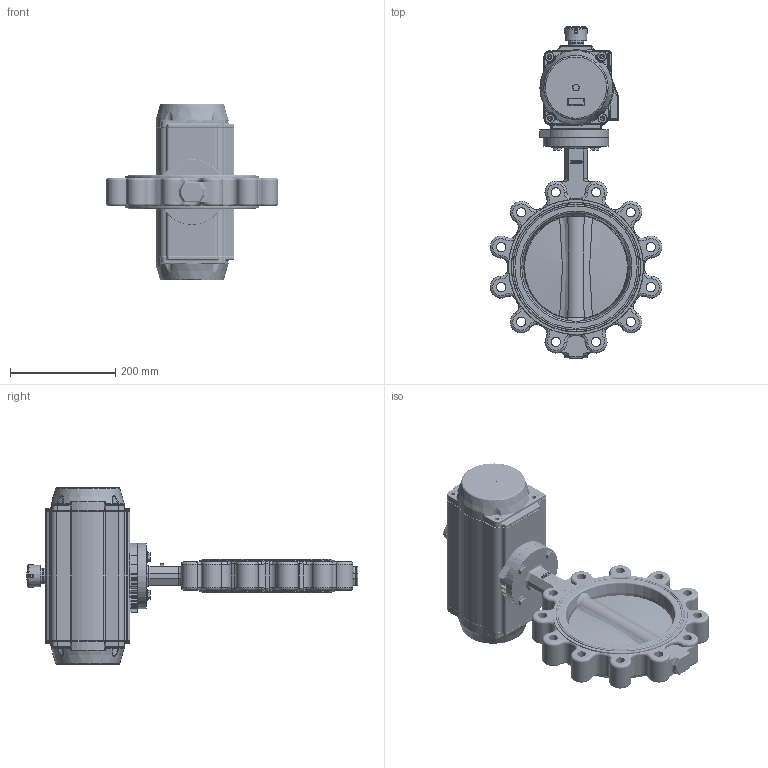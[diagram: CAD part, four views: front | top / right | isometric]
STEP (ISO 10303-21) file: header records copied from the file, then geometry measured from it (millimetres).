
FILE_DESCRIPTION(/* description */ ('Unknown'),/* implementation_level */ '2;1');
FILE_NAME(/* name */ 'PD08 5200_5210_5220-15',/* time_stamp */ '2025-04-04T09:24:06+02:00',/* author */ ('Unknown'),/* organization */ ('Unknown'),/* preprocessor_version */ 'ST-DEVELOPER v19.4',/* originating_system */ 'Solid Edge',/* authorisation */ 'Unknown');
FILE_SCHEMA (('AUTOMOTIVE_DESIGN {1 0 10303 214 3 1 1}'));
Products named in the file (21): PD08 5200_5210_5220-15; Raster DN200-DN250; LUG-DN200; DN200概极; seat; disc; shaft1; shaft2; bushing1; DIN126-M10; M10x40; PD08_PE07; VTE125埴詰; vt125-2016-06-25; vt125-2016-06-25   酘傷裔_MIR; VT125-03-01   活塞; VT125-3 粣; Optische Anzeige; ______; ________(___________; cup head nib bolts with large head gb_GB_FASTENER_BOLT_CHNBW M6X25-N
Assembly tree (31 placements, depth 4):
  PD08 5200_5210_5220-15
    Raster DN200-DN250
    LUG-DN200
      DN200概极
      seat
      disc
      shaft1
      shaft2
      bushing1  x2
    DIN126-M10  x4
    M10x40  x4
    PD08_PE07
      VTE125埴詰
      vt125-2016-06-25
      vt125-2016-06-25   酘傷裔_MIR
      VT125-03-01   活塞  x2
      VT125-3 粣
      Optische Anzeige
        ______
        ________(___________  x4
        cup head nib bolts with large head gb_GB_FASTENER_BOLT_CHNBW M6X25-N
Bounding box: 326.95 x 632.22 x 337 mm (x, y, z)
Volume: 6403360.9 mm3; surface area: 1280403.3 mm2
Topology: 28 solids, 28 shells, 3922 faces, 9764 edges, 6000 vertices
Faces by surface type: plane 1057, cylinder 1051, bspline 876, torus 642, cone 243, sphere 53
Full cylindrical faces by diameter (mm): 3 x16, 3.3 x8, 4.134 x8, 4.66 x1, 4.917 x1, 6 x1, 6.2 x1, 6.647 x12, 6.8 x1, 7 x1, 8.376 x4, 10 x4, 10.106 x2, 11 x12, 11.445 x2, 12 x4, 13 x2, 15.4 x1, 17 x8, 17.5 x14, 19 x1, 20 x4, 22.1 x5, 22.28 x1, 22.3 x1, 22.4 x2, 25 x1, 26 x2, 26.4 x1, 28.2 x1
Entity records: 132192 total; most frequent: CARTESIAN_POINT 61243, ORIENTED_EDGE 14686, DIRECTION 12431, EDGE_CURVE 7343, AXIS2_PLACEMENT_3D 4946, VERTEX_POINT 4740, FACE_BOUND 3709, EDGE_LOOP 3685
